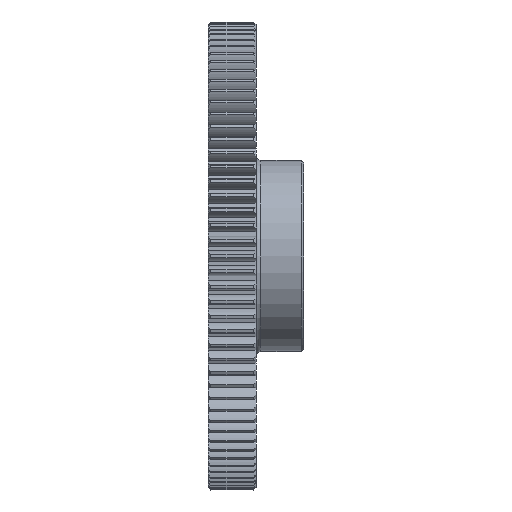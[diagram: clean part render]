
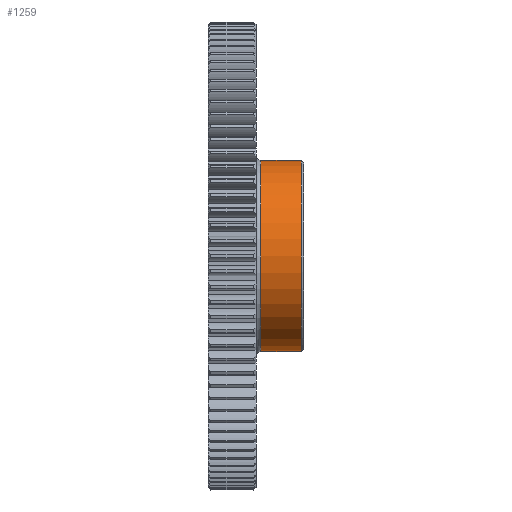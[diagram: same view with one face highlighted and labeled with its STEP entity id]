
A CAD part, front view. The second image highlights one B-rep face of the part: STEP entity #1259.
In plain terms, the highlighted cylindrical face has radius 20 mm (diameter 40 mm), a full revolution.
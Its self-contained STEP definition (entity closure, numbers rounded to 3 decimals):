
#1259 = ADVANCED_FACE( '', ( #2776, #2777 ), #2778, .T. );
#2776 = FACE_OUTER_BOUND( '', #4547, .T. );
#2777 = FACE_OUTER_BOUND( '', #4548, .T. );
#2778 = CYLINDRICAL_SURFACE( '', #4549, 20. );
#4547 = EDGE_LOOP( '', ( #8519 ) );
#4548 = EDGE_LOOP( '', ( #8520 ) );
#4549 = AXIS2_PLACEMENT_3D( '', #8521, #8522, #8523 );
#8519 = ORIENTED_EDGE( '', *, *, #12842, .T. );
#8520 = ORIENTED_EDGE( '', *, *, #12843, .F. );
#8521 = CARTESIAN_POINT( '', ( 20., 0., 0. ) );
#8522 = DIRECTION( '', ( -1., 0., 0. ) );
#8523 = DIRECTION( '', ( 0., 0., -1. ) );
#12842 = EDGE_CURVE( '', #16214, #16214, #16215, .T. );
#12843 = EDGE_CURVE( '', #16216, #16216, #16217, .T. );
#16214 = VERTEX_POINT( '', #20917 );
#16215 = CIRCLE( '', #20918, 20. );
#16216 = VERTEX_POINT( '', #20919 );
#16217 = CIRCLE( '', #20920, 20. );
#20917 = CARTESIAN_POINT( '', ( 11., 0., -20. ) );
#20918 = AXIS2_PLACEMENT_3D( '', #24546, #24547, #24548 );
#20919 = CARTESIAN_POINT( '', ( 19.5, 0., -20. ) );
#20920 = AXIS2_PLACEMENT_3D( '', #24549, #24550, #24551 );
#24546 = CARTESIAN_POINT( '', ( 11., 0., 0. ) );
#24547 = DIRECTION( '', ( 1., 0., 0. ) );
#24548 = DIRECTION( '', ( 0., 0., -1. ) );
#24549 = CARTESIAN_POINT( '', ( 19.5, 0., 0. ) );
#24550 = DIRECTION( '', ( 1., 0., 0. ) );
#24551 = DIRECTION( '', ( 0., 0., -1. ) );
